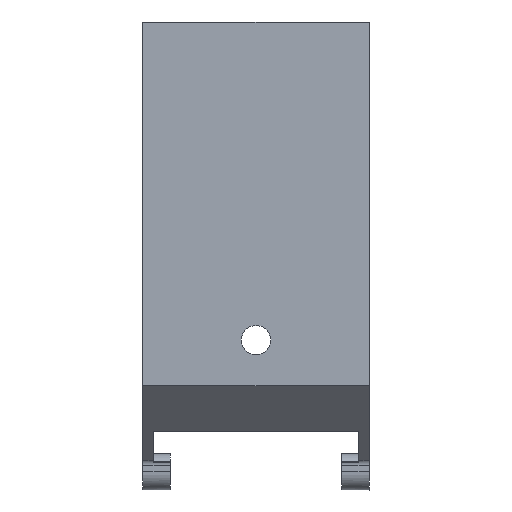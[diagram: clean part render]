
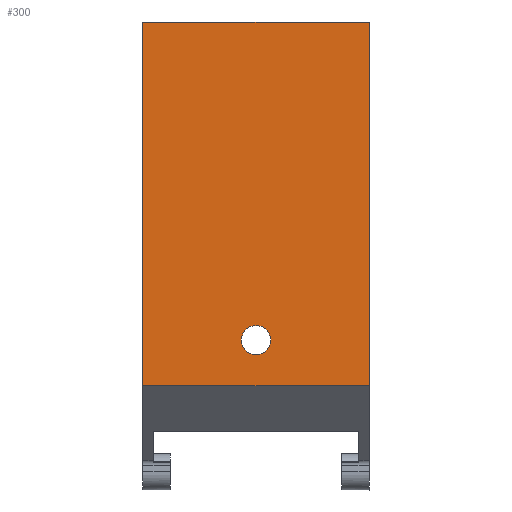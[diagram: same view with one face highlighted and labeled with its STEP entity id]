
A CAD part, top view. The second image highlights one B-rep face of the part: STEP entity #300.
In plain terms, the highlighted planar face has unit normal (0, 0, 1).
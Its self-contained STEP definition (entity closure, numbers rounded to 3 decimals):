
#230=AXIS2_PLACEMENT_3D('Circle Axis2P3D',#228,#229,$) ;
#255=AXIS2_PLACEMENT_3D('Circle Axis2P3D',#253,#254,$) ;
#269=AXIS2_PLACEMENT_3D('Plane Axis2P3D',#266,#267,#268) ;
#133=CARTESIAN_POINT('Vertex',(0.,63.975,29.9)) ;
#136=CARTESIAN_POINT('Line Origine',(15.5,63.975,29.9)) ;
#140=CARTESIAN_POINT('Vertex',(31.,63.975,29.9)) ;
#225=CARTESIAN_POINT('Vertex',(17.5,20.48,29.9)) ;
#228=CARTESIAN_POINT('Axis2P3D Location',(15.5,20.48,29.9)) ;
#232=CARTESIAN_POINT('Vertex',(13.5,20.48,29.9)) ;
#253=CARTESIAN_POINT('Axis2P3D Location',(15.5,20.48,29.9)) ;
#266=CARTESIAN_POINT('Axis2P3D Location',(31.,63.975,29.9)) ;
#271=CARTESIAN_POINT('Line Origine',(0.,39.099,29.9)) ;
#275=CARTESIAN_POINT('Vertex',(0.,14.223,29.9)) ;
#278=CARTESIAN_POINT('Line Origine',(15.5,14.223,29.9)) ;
#282=CARTESIAN_POINT('Vertex',(31.,14.223,29.9)) ;
#285=CARTESIAN_POINT('Line Origine',(31.,39.099,29.9)) ;
#137=DIRECTION('Vector Direction',(-1.,0.,0.)) ;
#229=DIRECTION('Axis2P3D Direction',(0.,0.,-1.)) ;
#254=DIRECTION('Axis2P3D Direction',(0.,0.,-1.)) ;
#267=DIRECTION('Axis2P3D Direction',(0.,0.,-1.)) ;
#268=DIRECTION('Axis2P3D XDirection',(0.,1.,0.)) ;
#272=DIRECTION('Vector Direction',(0.,-1.,0.)) ;
#279=DIRECTION('Vector Direction',(-1.,0.,0.)) ;
#286=DIRECTION('Vector Direction',(0.,-1.,0.)) ;
#138=VECTOR('Line Direction',#137,1.) ;
#273=VECTOR('Line Direction',#272,1.) ;
#280=VECTOR('Line Direction',#279,1.) ;
#287=VECTOR('Line Direction',#286,1.) ;
#291=ORIENTED_EDGE('',*,*,#277,.T.) ;
#292=ORIENTED_EDGE('',*,*,#284,.F.) ;
#293=ORIENTED_EDGE('',*,*,#289,.F.) ;
#294=ORIENTED_EDGE('',*,*,#142,.T.) ;
#297=ORIENTED_EDGE('',*,*,#257,.F.) ;
#298=ORIENTED_EDGE('',*,*,#234,.F.) ;
#299=FACE_BOUND('',#296,.T.) ;
#300=ADVANCED_FACE('V1',(#295,#299),#270,.F.) ;
#231=CIRCLE('generated circle',#230,2.) ;
#256=CIRCLE('generated circle',#255,2.) ;
#142=EDGE_CURVE('',#141,#134,#139,.T.) ;
#234=EDGE_CURVE('',#226,#233,#231,.F.) ;
#257=EDGE_CURVE('',#233,#226,#256,.F.) ;
#277=EDGE_CURVE('',#134,#276,#274,.T.) ;
#284=EDGE_CURVE('',#283,#276,#281,.T.) ;
#289=EDGE_CURVE('',#141,#283,#288,.T.) ;
#290=EDGE_LOOP('',(#291,#292,#293,#294)) ;
#296=EDGE_LOOP('',(#297,#298)) ;
#295=FACE_OUTER_BOUND('',#290,.T.) ;
#139=LINE('Line',#136,#138) ;
#274=LINE('Line',#271,#273) ;
#281=LINE('Line',#278,#280) ;
#288=LINE('Line',#285,#287) ;
#270=PLANE('',#269) ;
#134=VERTEX_POINT('',#133) ;
#141=VERTEX_POINT('',#140) ;
#226=VERTEX_POINT('',#225) ;
#233=VERTEX_POINT('',#232) ;
#276=VERTEX_POINT('',#275) ;
#283=VERTEX_POINT('',#282) ;
